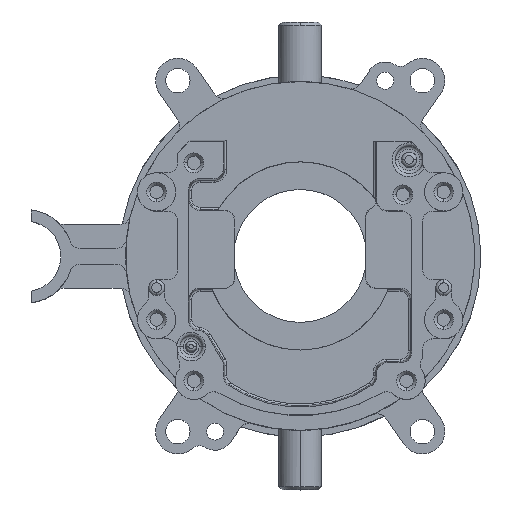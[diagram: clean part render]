
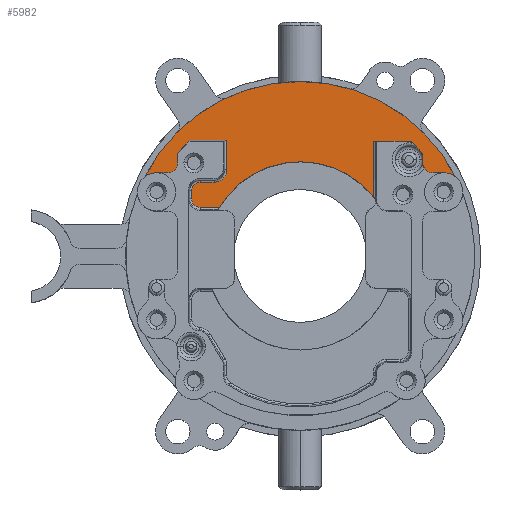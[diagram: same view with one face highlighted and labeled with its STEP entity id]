
A CAD part, top view. The second image highlights one B-rep face of the part: STEP entity #5982.
In plain terms, the highlighted planar face has unit normal (0, 0, 1).
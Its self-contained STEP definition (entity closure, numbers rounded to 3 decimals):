
#28=CARTESIAN_POINT('',(0.,0.,0.));
#29=DIRECTION('',(0.,0.,1.));
#30=DIRECTION('',(0.767,0.642,0.));
#31=AXIS2_PLACEMENT_3D('',#28,#29,#30);
#33=CARTESIAN_POINT('',(0.,0.,0.));
#34=DIRECTION('',(0.,0.,1.));
#35=DIRECTION('',(0.779,0.628,0.));
#36=AXIS2_PLACEMENT_3D('',#33,#34,#35);
#38=DIRECTION('',(-1.,0.,0.));
#39=VECTOR('',#38,1.805);
#40=CARTESIAN_POINT('',(-7.585,4.56,0.));
#41=LINE('',#40,#39);
#42=CARTESIAN_POINT('',(-9.39,5.36,0.));
#43=DIRECTION('',(0.,0.,-1.));
#44=DIRECTION('',(0.,-1.,0.));
#45=AXIS2_PLACEMENT_3D('',#42,#43,#44);
#47=DIRECTION('',(0.,1.,0.));
#48=VECTOR('',#47,0.78);
#49=CARTESIAN_POINT('',(-10.19,5.36,0.));
#50=LINE('',#49,#48);
#51=CARTESIAN_POINT('',(-9.39,6.14,0.));
#52=DIRECTION('',(0.,0.,-1.));
#53=DIRECTION('',(-1.,0.,0.));
#54=AXIS2_PLACEMENT_3D('',#51,#52,#53);
#56=DIRECTION('',(1.,0.,0.));
#57=VECTOR('',#56,1.301);
#58=CARTESIAN_POINT('',(-9.39,6.94,0.));
#59=LINE('',#58,#57);
#60=CARTESIAN_POINT('',(-8.09,6.94,0.));
#61=CARTESIAN_POINT('',(-8.041,6.94,0.));
#62=CARTESIAN_POINT('',(-7.945,6.946,0.));
#63=CARTESIAN_POINT('',(-7.802,6.972,0.));
#64=CARTESIAN_POINT('',(-7.663,7.015,0.));
#65=CARTESIAN_POINT('',(-7.531,7.075,0.));
#66=CARTESIAN_POINT('',(-7.406,7.15,0.));
#67=CARTESIAN_POINT('',(-7.292,7.239,
0.));
#68=CARTESIAN_POINT('',(-7.189,7.342,
0.));
#69=CARTESIAN_POINT('',(-7.1,7.457,0.));
#70=CARTESIAN_POINT('',(-7.025,7.581,0.));
#71=CARTESIAN_POINT('',(-6.965,7.713,0.));
#72=CARTESIAN_POINT('',(-6.922,7.852,0.));
#73=CARTESIAN_POINT('',(-6.896,7.995,0.));
#74=CARTESIAN_POINT('',(-6.89,8.091,0.));
#75=CARTESIAN_POINT('',(-6.89,8.14,0.));
#77=DIRECTION('',(0.,1.,0.));
#78=VECTOR('',#77,2.736);
#79=CARTESIAN_POINT('',(-6.89,8.14,0.));
#80=LINE('',#79,#78);
#81=DIRECTION('',(0.,1.,0.));
#82=VECTOR('',#81,0.831);
#83=CARTESIAN_POINT('',(-11.5,8.8,0.));
#84=LINE('',#83,#82);
#85=CARTESIAN_POINT('',(-12.5,8.8,0.));
#86=DIRECTION('',(0.,0.,1.));
#87=DIRECTION('',(0.,-1.,0.));
#88=AXIS2_PLACEMENT_3D('',#85,#86,#87);
#90=DIRECTION('',(-1.,0.,0.));
#91=VECTOR('',#90,1.);
#92=CARTESIAN_POINT('',(-12.5,7.8,0.));
#93=LINE('',#92,#91);
#94=CARTESIAN_POINT('',(0.,0.,0.));
#95=DIRECTION('',(0.,0.,1.));
#96=DIRECTION('',(0.,1.,0.));
#97=AXIS2_PLACEMENT_3D('',#94,#95,#96);
#99=CARTESIAN_POINT('',(0.,0.,0.));
#100=DIRECTION('',(0.,0.,1.));
#101=DIRECTION('',(0.893,0.451,0.));
#102=AXIS2_PLACEMENT_3D('',#99,#100,#101);
#104=DIRECTION('',(-1.,0.,0.));
#105=VECTOR('',#104,1.);
#106=CARTESIAN_POINT('',(13.5,7.8,0.));
#107=LINE('',#106,#105);
#108=CARTESIAN_POINT('',(12.5,8.8,0.));
#109=DIRECTION('',(0.,0.,1.));
#110=DIRECTION('',(-1.,0.,0.));
#111=AXIS2_PLACEMENT_3D('',#108,#109,#110);
#261=DIRECTION('',(0.,-1.,0.));
#262=VECTOR('',#261,0.831);
#263=CARTESIAN_POINT('',(11.5,9.631,0.));
#264=LINE('',#263,#262);
#289=CARTESIAN_POINT('',(0.,0.,0.));
#290=DIRECTION('',(0.,0.,-1.));
#291=DIRECTION('',(-0.767,0.642,0.));
#292=AXIS2_PLACEMENT_3D('',#289,#290,#291);
#316=DIRECTION('',(1.,0.,0.));
#317=VECTOR('',#316,3.561);
#318=CARTESIAN_POINT('',(6.89,10.76,0.));
#319=LINE('',#318,#317);
#1987=DIRECTION('',(0.,1.,0.));
#1988=VECTOR('',#1987,5.206);
#1989=CARTESIAN_POINT('',(6.89,5.554,0.));
#1990=LINE('',#1989,#1988);
#3170=DIRECTION('',(1.,0.,0.));
#3171=VECTOR('',#3170,3.441);
#3172=CARTESIAN_POINT('',(-10.331,10.875,0.));
#3173=LINE('',#3172,#3171);
#3581=CARTESIAN_POINT('',(-13.5,6.,0.));
#3582=DIRECTION('',(0.,0.,1.));
#3583=DIRECTION('',(0.,1.,0.));
#3584=AXIS2_PLACEMENT_3D('',#3581,#3582,#3583);
#3912=CARTESIAN_POINT('',(13.5,6.,0.));
#3913=DIRECTION('',(0.,0.,1.));
#3914=DIRECTION('',(0.632,0.775,0.));
#3915=AXIS2_PLACEMENT_3D('',#3912,#3913,#3914);
#4866=CARTESIAN_POINT('',(6.89,5.554,
0.));
#4867=CARTESIAN_POINT('',(-7.585,4.56,
0.));
#4868=VERTEX_POINT('',#4866);
#4869=VERTEX_POINT('',#4867);
#4870=CARTESIAN_POINT('',(-9.39,4.56,
0.));
#4871=VERTEX_POINT('',#4870);
#4872=CARTESIAN_POINT('',(-10.19,5.36,
0.));
#4873=VERTEX_POINT('',#4872);
#4874=CARTESIAN_POINT('',(-10.19,6.14,
0.));
#4875=VERTEX_POINT('',#4874);
#4876=CARTESIAN_POINT('',(-9.39,6.94,
0.));
#4877=VERTEX_POINT('',#4876);
#4878=CARTESIAN_POINT('',(-8.09,6.94,
0.));
#4879=VERTEX_POINT('',#4878);
#4880=VERTEX_POINT('',#75);
#4881=CARTESIAN_POINT('',(-6.89,10.875,
0.));
#4882=VERTEX_POINT('',#4881);
#4883=CARTESIAN_POINT('',(6.89,10.76,0.));
#4884=VERTEX_POINT('',#4883);
#5266=CARTESIAN_POINT('',(11.5,8.8,0.));
#5268=VERTEX_POINT('',#5266);
#5270=CARTESIAN_POINT('',(12.5,7.8,0.));
#5271=VERTEX_POINT('',#5270);
#5274=CARTESIAN_POINT('',(-12.5,7.8,0.));
#5275=CARTESIAN_POINT('',(-11.5,8.8,0.));
#5276=VERTEX_POINT('',#5274);
#5277=VERTEX_POINT('',#5275);
#5577=CARTESIAN_POINT('',(-11.5,9.631,0.));
#5578=CARTESIAN_POINT('',(-10.331,10.875,0.));
#5579=VERTEX_POINT('',#5577);
#5580=VERTEX_POINT('',#5578);
#5605=CARTESIAN_POINT('',(-13.5,7.8,0.));
#5606=CARTESIAN_POINT('',(-14.638,7.394,0.));
#5607=VERTEX_POINT('',#5605);
#5608=VERTEX_POINT('',#5606);
#5617=CARTESIAN_POINT('',(14.638,7.394,0.));
#5618=CARTESIAN_POINT('',(13.5,7.8,0.));
#5619=VERTEX_POINT('',#5617);
#5620=VERTEX_POINT('',#5618);
#5627=CARTESIAN_POINT('',(0.,16.4,0.));
#5628=VERTEX_POINT('',#5627);
#5635=CARTESIAN_POINT('',(11.5,9.631,0.));
#5636=CARTESIAN_POINT('',(10.451,10.76,0.));
#5637=VERTEX_POINT('',#5635);
#5638=VERTEX_POINT('',#5636);
#5929=CARTESIAN_POINT('',(0.,0.,0.));
#5930=DIRECTION('',(0.,0.,1.));
#5931=DIRECTION('',(-1.,0.,0.));
#5932=AXIS2_PLACEMENT_3D('',#5929,#5930,#5931);
#5933=PLANE('',#5932);
#5935=ORIENTED_EDGE('',*,*,#5934,.F.);
#5937=ORIENTED_EDGE('',*,*,#5936,.T.);
#5939=ORIENTED_EDGE('',*,*,#5938,.F.);
#5941=ORIENTED_EDGE('',*,*,#5940,.F.);
#5943=ORIENTED_EDGE('',*,*,#5942,.T.);
#5945=ORIENTED_EDGE('',*,*,#5944,.T.);
#5947=ORIENTED_EDGE('',*,*,#5946,.T.);
#5949=ORIENTED_EDGE('',*,*,#5948,.T.);
#5951=ORIENTED_EDGE('',*,*,#5950,.T.);
#5953=ORIENTED_EDGE('',*,*,#5952,.T.);
#5955=ORIENTED_EDGE('',*,*,#5954,.T.);
#5957=ORIENTED_EDGE('',*,*,#5956,.T.);
#5959=ORIENTED_EDGE('',*,*,#5958,.F.);
#5961=ORIENTED_EDGE('',*,*,#5960,.F.);
#5963=ORIENTED_EDGE('',*,*,#5962,.F.);
#5965=ORIENTED_EDGE('',*,*,#5964,.F.);
#5967=ORIENTED_EDGE('',*,*,#5966,.T.);
#5969=ORIENTED_EDGE('',*,*,#5968,.T.);
#5971=ORIENTED_EDGE('',*,*,#5970,.F.);
#5973=ORIENTED_EDGE('',*,*,#5972,.F.);
#5975=ORIENTED_EDGE('',*,*,#5974,.T.);
#5977=ORIENTED_EDGE('',*,*,#5976,.T.);
#5979=ORIENTED_EDGE('',*,*,#5978,.F.);
#5980=EDGE_LOOP('',(#5935,#5937,#5939,#5941,#5943,#5945,#5947,#5949,#5951,#5953,
#5955,#5957,#5959,#5961,#5963,#5965,#5967,#5969,#5971,#5973,#5975,#5977,#5979));
#5981=FACE_OUTER_BOUND('',#5980,.F.);
#32=CIRCLE('',#31,15.);
#37=CIRCLE('',#36,8.85);
#46=CIRCLE('',#45,0.8);
#55=CIRCLE('',#54,0.8);
#76=B_SPLINE_CURVE_WITH_KNOTS('',3,(#60,#61,#62,#63,#64,#65,#66,#67,#68,#69,#70,
#71,#72,#73,#74,#75),.UNSPECIFIED.,.F.,.F.,(4,1,1,1,1,1,1,1,1,1,1,1,1,4),(0.,
0.077,0.154,0.231,0.308,
0.385,0.462,0.538,0.615,
0.692,0.769,0.846,0.923,1.),
.UNSPECIFIED.);
#89=CIRCLE('',#88,1.);
#98=CIRCLE('',#97,16.4);
#103=CIRCLE('',#102,16.4);
#112=CIRCLE('',#111,1.);
#293=CIRCLE('',#292,15.);
#3585=CIRCLE('',#3584,1.8);
#3916=CIRCLE('',#3915,1.8);
#5934=EDGE_CURVE('',#5637,#5268,#264,.T.);
#5936=EDGE_CURVE('',#5637,#5638,#32,.T.);
#5938=EDGE_CURVE('',#4884,#5638,#319,.T.);
#5940=EDGE_CURVE('',#4868,#4884,#1990,.T.);
#5942=EDGE_CURVE('',#4868,#4869,#37,.T.);
#5944=EDGE_CURVE('',#4869,#4871,#41,.T.);
#5946=EDGE_CURVE('',#4871,#4873,#46,.T.);
#5948=EDGE_CURVE('',#4873,#4875,#50,.T.);
#5950=EDGE_CURVE('',#4875,#4877,#55,.T.);
#5952=EDGE_CURVE('',#4877,#4879,#59,.T.);
#5954=EDGE_CURVE('',#4879,#4880,#76,.T.);
#5956=EDGE_CURVE('',#4880,#4882,#80,.T.);
#5958=EDGE_CURVE('',#5580,#4882,#3173,.T.);
#5960=EDGE_CURVE('',#5579,#5580,#293,.T.);
#5962=EDGE_CURVE('',#5277,#5579,#84,.T.);
#5964=EDGE_CURVE('',#5276,#5277,#89,.T.);
#5966=EDGE_CURVE('',#5276,#5607,#93,.T.);
#5968=EDGE_CURVE('',#5607,#5608,#3585,.T.);
#5970=EDGE_CURVE('',#5628,#5608,#98,.T.);
#5972=EDGE_CURVE('',#5619,#5628,#103,.T.);
#5974=EDGE_CURVE('',#5619,#5620,#3916,.T.);
#5976=EDGE_CURVE('',#5620,#5271,#107,.T.);
#5978=EDGE_CURVE('',#5268,#5271,#112,.T.);
#5982=ADVANCED_FACE('',(#5981),#5933,.T.);
